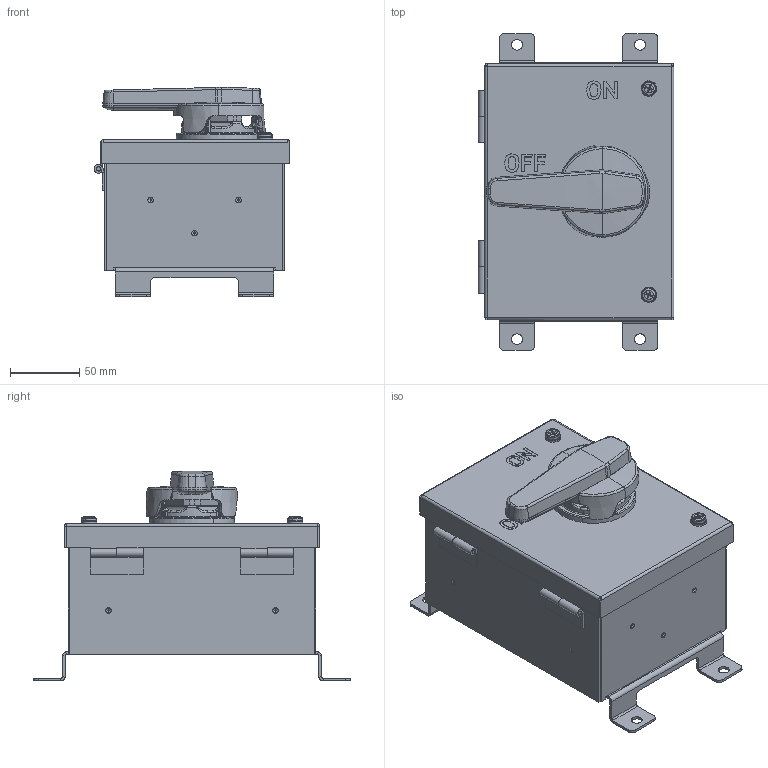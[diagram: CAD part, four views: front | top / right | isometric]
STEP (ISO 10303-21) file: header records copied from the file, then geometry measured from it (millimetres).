
FILE_DESCRIPTION (( 'STEP AP203' ), '1' );
FILE_NAME ('ORB2859-M01.STEP', '2017-10-10T14:13:06', ( '' ), ( '' ), 'SwSTEP 2.0', 'SolidWorks 2017', '' );
FILE_SCHEMA (( 'CONFIG_CONTROL_DESIGN' ));
Products named in the file (1): ORB2859-M01
Bounding box: 141.35 x 228.73 x 151.37 mm (x, y, z)
Volume: 309838.4 mm3; surface area: 350190.1 mm2
Topology: 16 solids, 16 shells, 6191 faces, 15858 edges, 9518 vertices
Faces by surface type: bspline 1569, plane 1193, cone 1086, cylinder 1047, sphere 903, torus 393
Entity records: 235432 total; most frequent: CARTESIAN_POINT 109709, ORIENTED_EDGE 29854, DIRECTION 21349, EDGE_CURVE 14927, VERTEX_POINT 9026, AXIS2_PLACEMENT_3D 8986, EDGE_LOOP 6649, B_SPLINE_CURVE_WITH_KNOTS 6232
